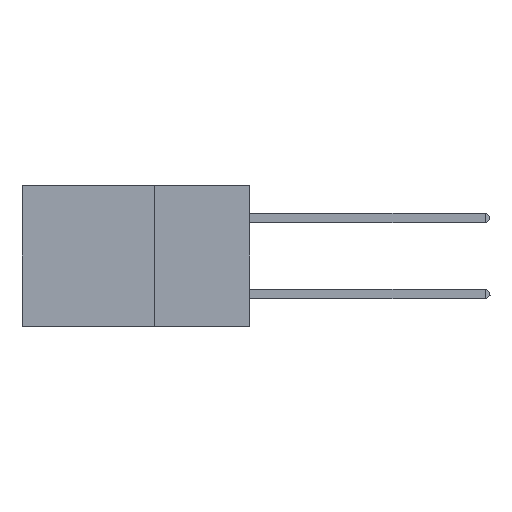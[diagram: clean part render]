
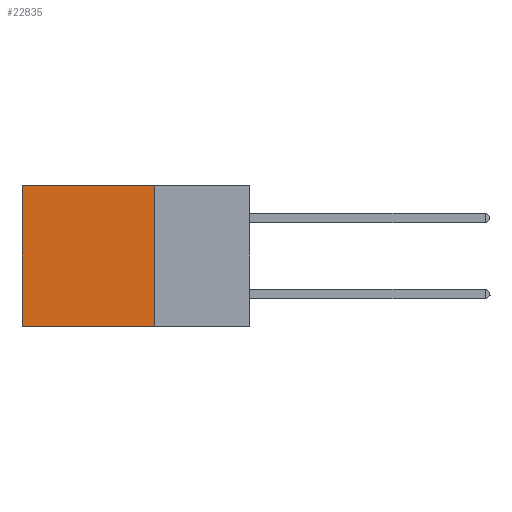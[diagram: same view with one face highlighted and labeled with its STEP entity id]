
A CAD part, left-side view. The second image highlights one B-rep face of the part: STEP entity #22835.
In plain terms, the highlighted planar face has unit normal (-1, 0, 0).
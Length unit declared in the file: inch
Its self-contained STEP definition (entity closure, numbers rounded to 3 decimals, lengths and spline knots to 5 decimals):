
#828 = EDGE_CURVE ( 'NONE', #29093, #9425, #11137, .T. ) ;
#1217 = EDGE_CURVE ( 'NONE', #29093, #20799, #9526, .T. ) ;
#1747 = LINE ( 'NONE', #11427, #14835 ) ;
#1902 = FACE_OUTER_BOUND ( 'NONE', #6780, .T. ) ;
#1907 = VERTEX_POINT ( 'NONE', #32540 ) ;
#4354 = LINE ( 'NONE', #18384, #10353 ) ;
#6780 = EDGE_LOOP ( 'NONE', ( #28821, #27067, #10529, #23070 ) ) ;
#8725 = DIRECTION ( 'NONE',  ( 0., 0., -1. ) ) ;
#8750 = DIRECTION ( 'NONE',  ( 0., 1., 0. ) ) ;
#9082 = CARTESIAN_POINT ( 'NONE',  ( 0.2875, 0.25, 0. ) ) ;
#9425 = VERTEX_POINT ( 'NONE', #19559 ) ;
#9526 = LINE ( 'NONE', #19951, #22262 ) ;
#10353 = VECTOR ( 'NONE', #21071, 39.37008 ) ;
#10529 = ORIENTED_EDGE ( 'NONE', *, *, #1217, .F. ) ;
#11137 = LINE ( 'NONE', #9082, #25068 ) ;
#11427 = CARTESIAN_POINT ( 'NONE',  ( 0.2875, 0.6, 0. ) ) ;
#14425 = PLANE ( 'NONE',  #23821 ) ;
#14835 = VECTOR ( 'NONE', #8725, 39.37008 ) ;
#18384 = CARTESIAN_POINT ( 'NONE',  ( 0.2875, 0.25, -0.37 ) ) ;
#19559 = CARTESIAN_POINT ( 'NONE',  ( 0.2875, 0.6, 0. ) ) ;
#19563 = EDGE_CURVE ( 'NONE', #9425, #1907, #1747, .T. ) ;
#19951 = CARTESIAN_POINT ( 'NONE',  ( 0.2875, 0.25, 0. ) ) ;
#20799 = VERTEX_POINT ( 'NONE', #26858 ) ;
#21071 = DIRECTION ( 'NONE',  ( 0., 1., 0. ) ) ;
#22262 = VECTOR ( 'NONE', #22960, 39.37008 ) ;
#22835 = ADVANCED_FACE ( 'NONE', ( #1902 ), #14425, .F. ) ;
#22960 = DIRECTION ( 'NONE',  ( 0., 0., -1. ) ) ;
#23070 = ORIENTED_EDGE ( 'NONE', *, *, #828, .T. ) ;
#23821 = AXIS2_PLACEMENT_3D ( 'NONE', #24654, #29778, #32247 ) ;
#24654 = CARTESIAN_POINT ( 'NONE',  ( 0.2875, 0.25, 0. ) ) ;
#25068 = VECTOR ( 'NONE', #8750, 39.37008 ) ;
#26858 = CARTESIAN_POINT ( 'NONE',  ( 0.2875, 0.25, -0.37 ) ) ;
#27067 = ORIENTED_EDGE ( 'NONE', *, *, #28514, .F. ) ;
#28514 = EDGE_CURVE ( 'NONE', #20799, #1907, #4354, .T. ) ;
#28821 = ORIENTED_EDGE ( 'NONE', *, *, #19563, .T. ) ;
#29093 = VERTEX_POINT ( 'NONE', #31170 ) ;
#29778 = DIRECTION ( 'NONE',  ( 1., 0., 0. ) ) ;
#31170 = CARTESIAN_POINT ( 'NONE',  ( 0.2875, 0.25, 0. ) ) ;
#32247 = DIRECTION ( 'NONE',  ( 0., 0., -1. ) ) ;
#32540 = CARTESIAN_POINT ( 'NONE',  ( 0.2875, 0.6, -0.37 ) ) ;
